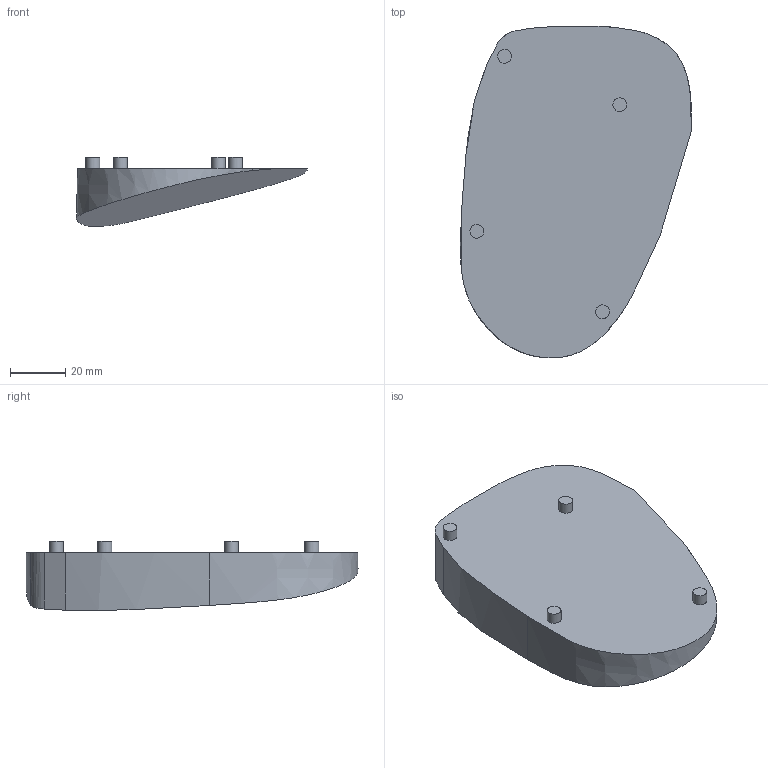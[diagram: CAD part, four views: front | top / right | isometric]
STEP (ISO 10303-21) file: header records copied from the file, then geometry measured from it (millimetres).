
FILE_DESCRIPTION(('FreeCAD Model'),'2;1');
FILE_NAME('Open CASCADE Shape Model','2021-08-17T12:05:49',(''),(''), 'Open CASCADE STEP processor 7.5','FreeCAD','Unknown');
FILE_SCHEMA(('AUTOMOTIVE_DESIGN { 1 0 10303 214 1 1 1 1 }'));
Length unit declared in the file: millimetre
Products named in the file (1): wedge
Bounding box: 83.73 x 120.24 x 25.02 mm (x, y, z)
Volume: 80298.8 mm3; surface area: 19850 mm2
Topology: 1 solids, 1 shells, 17 faces, 33 edges, 22 vertices
Faces by surface type: extrusion 7, plane 5, cylinder 4, bspline 1
Full cylindrical faces by diameter (mm): 5 x4
Entity records: 6171 total; most frequent: CARTESIAN_POINT 5505, DIRECTION 96, ORIENTED_EDGE 66, PCURVE 66, DEFINITIONAL_REPRESENTATION 66, VECTOR 52, B_SPLINE_CURVE_WITH_KNOTS 47, LINE 45
